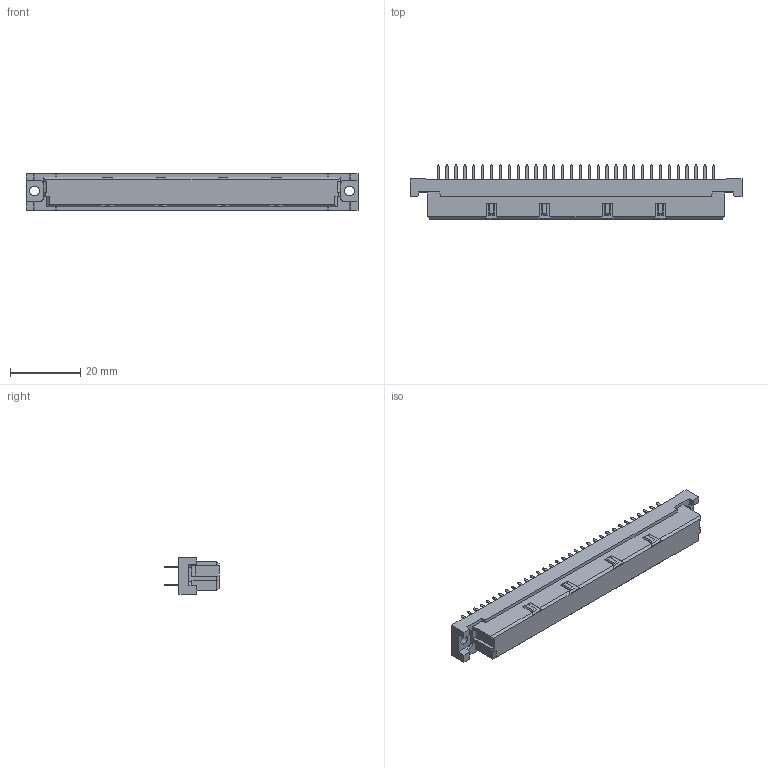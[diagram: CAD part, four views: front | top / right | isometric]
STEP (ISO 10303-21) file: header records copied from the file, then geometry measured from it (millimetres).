
FILE_DESCRIPTION (( 'STEP AP214' ), '1' );
FILE_NAME ('INGUN_4865.STEP', '2022-02-24T13:08:51', ( '' ), ( '' ), 'SwSTEP 2.0', 'SolidWorks 2018', '' );
FILE_SCHEMA (( 'AUTOMOTIVE_DESIGN' ));
Length unit declared in the file: millimetre
Products named in the file (1): INGUN_4865
Bounding box: 94.85 x 15.44 x 10.5 mm (x, y, z)
Volume: 8845 mm3; surface area: 4965.7 mm2
Topology: 1 solids, 1 shells, 717 faces, 1942 edges, 1292 vertices
Faces by surface type: plane 515, cylinder 202
Entity records: 24049 total; most frequent: CARTESIAN_POINT 3952, ORIENTED_EDGE 3884, DIRECTION 3782, EDGE_CURVE 1942, VECTOR 1538, LINE 1538, VERTEX_POINT 1292, AXIS2_PLACEMENT_3D 1122
